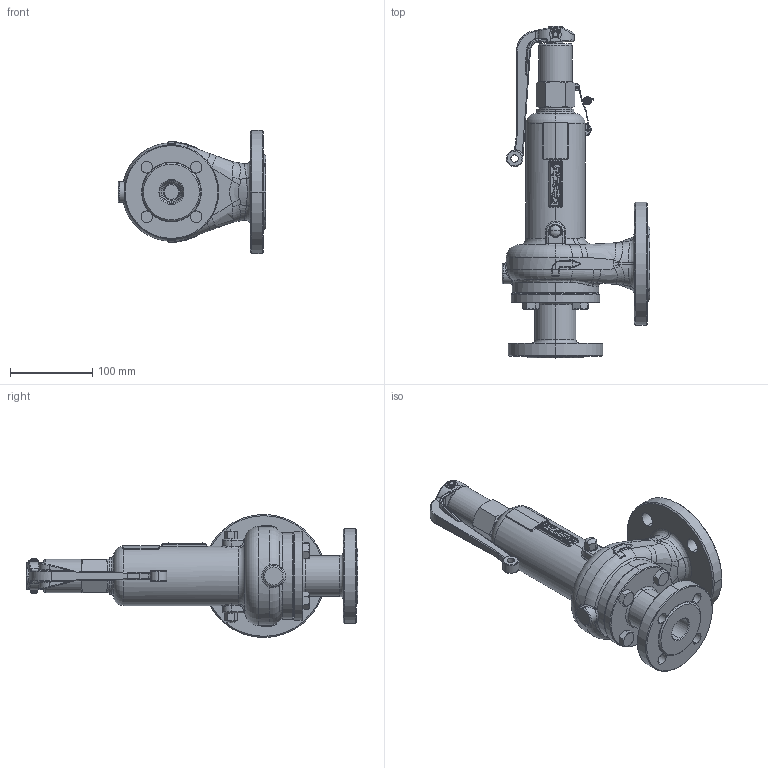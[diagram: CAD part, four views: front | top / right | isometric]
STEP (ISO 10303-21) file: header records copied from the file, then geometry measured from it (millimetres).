
FILE_DESCRIPTION (( 'STEP AP214' ), '1' );
FILE_NAME ('Typ 32 BG II-A_D025I-D040I.STEP', '2014-10-16T09:56:24', ( '' ), ( '' ), 'SwSTEP 2.0', 'SolidWorks 2012', '' );
FILE_SCHEMA (( 'AUTOMOTIVE_DESIGN' ));
Length unit declared in the file: millimetre
Products named in the file (1): Typ 32 BG II-A_D025I-D040I
Bounding box: 180 x 404.2 x 150 mm (x, y, z)
Volume: 1285881 mm3; surface area: 325681.2 mm2
Topology: 25 solids, 25 shells, 2151 faces, 5290 edges, 3267 vertices
Faces by surface type: plane 660, bspline 566, cylinder 503, torus 230, cone 176, sphere 16
Entity records: 120199 total; most frequent: CARTESIAN_POINT 49360, ORIENTED_EDGE 10516, DIRECTION 8635, EDGE_CURVE 5258, VERTEX_POINT 3267, AXIS2_PLACEMENT_3D 3260, EDGE_LOOP 2335, UNCERTAINTY_MEASURE_WITH_UNIT 2178
